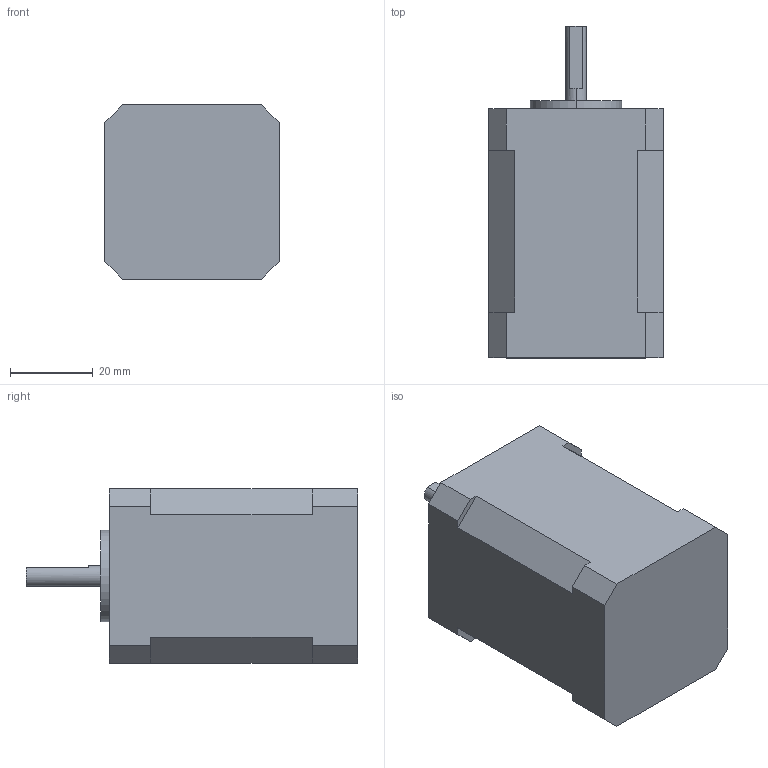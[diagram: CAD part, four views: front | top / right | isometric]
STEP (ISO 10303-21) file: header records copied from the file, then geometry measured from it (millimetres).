
FILE_DESCRIPTION (( 'STEP AP203' ), '1' );
FILE_NAME ('42C08.STEP', '2023-07-28T07:58:57', ( '' ), ( '' ), 'SwSTEP 2.0', 'SolidWorks 2020', '' );
FILE_SCHEMA (( 'CONFIG_CONTROL_DESIGN' ));
Length unit declared in the file: millimetre
Products named in the file (1): 42C08
Bounding box: 42 x 80 x 42 mm (x, y, z)
Volume: 101536.6 mm3; surface area: 15481.8 mm2
Topology: 1 solids, 1 shells, 46 faces, 114 edges, 76 vertices
Faces by surface type: plane 34, cylinder 12
Entity records: 1441 total; most frequent: CARTESIAN_POINT 237, DIRECTION 234, ORIENTED_EDGE 228, EDGE_CURVE 114, VECTOR 88, LINE 88, VERTEX_POINT 76, AXIS2_PLACEMENT_3D 73
